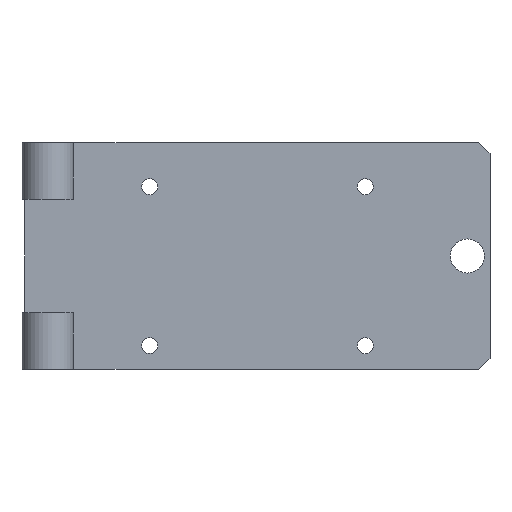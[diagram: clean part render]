
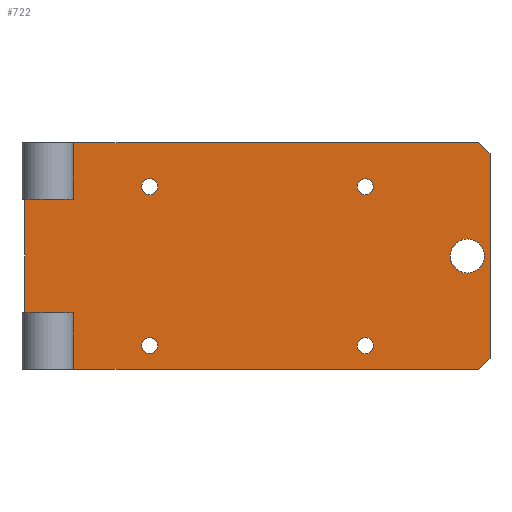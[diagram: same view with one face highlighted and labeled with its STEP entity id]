
A CAD part, front view. The second image highlights one B-rep face of the part: STEP entity #722.
In plain terms, the highlighted planar face has unit normal (0, -1, 0).
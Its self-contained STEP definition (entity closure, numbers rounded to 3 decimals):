
#1 = DIRECTION ( 'NONE',  ( 0., 0., 1. ) ) ;
#5 = VECTOR ( 'NONE', #350, 1000. ) ;
#8 = ORIENTED_EDGE ( 'NONE', *, *, #828, .T. ) ;
#39 = DIRECTION ( 'NONE',  ( 0., 1., 0. ) ) ;
#46 = EDGE_LOOP ( 'NONE', ( #686, #597 ) ) ;
#47 = DIRECTION ( 'NONE',  ( 0., 0., -1. ) ) ;
#67 = FACE_BOUND ( 'NONE', #849, .T. ) ;
#75 = CIRCLE ( 'NONE', #452, 7. ) ;
#76 = CARTESIAN_POINT ( 'NONE',  ( -95., 0., 68. ) ) ;
#86 = VERTEX_POINT ( 'NONE', #617 ) ;
#87 = EDGE_CURVE ( 'NONE', #520, #648, #469, .T. ) ;
#101 = CARTESIAN_POINT ( 'NONE',  ( -95., 0., 54. ) ) ;
#128 = AXIS2_PLACEMENT_3D ( 'NONE', #755, #970, #447 ) ;
#130 = CARTESIAN_POINT ( 'NONE',  ( 95., 0., -86. ) ) ;
#135 = FACE_BOUND ( 'NONE', #46, .T. ) ;
#140 = DIRECTION ( 'NONE',  ( -1., 0., 0. ) ) ;
#143 = VERTEX_POINT ( 'NONE', #479 ) ;
#147 = EDGE_CURVE ( 'NONE', #368, #432, #728, .T. ) ;
#148 = CARTESIAN_POINT ( 'NONE',  ( 195., 0., 100. ) ) ;
#154 = DIRECTION ( 'NONE',  ( 0., 0., 1. ) ) ;
#187 = EDGE_CURVE ( 'NONE', #910, #885, #261, .T. ) ;
#196 = CIRCLE ( 'NONE', #395, 7. ) ;
#198 = CARTESIAN_POINT ( 'NONE',  ( 95., 0., -79. ) ) ;
#200 = ORIENTED_EDGE ( 'NONE', *, *, #87, .T. ) ;
#201 = LINE ( 'NONE', #429, #5 ) ;
#202 = DIRECTION ( 'NONE',  ( 0., 1., 0. ) ) ;
#203 = CIRCLE ( 'NONE', #457, 7. ) ;
#217 = ORIENTED_EDGE ( 'NONE', *, *, #539, .T. ) ;
#221 = DIRECTION ( 'NONE',  ( 0., 1., 0. ) ) ;
#222 = DIRECTION ( 'NONE',  ( 0., 1., 0. ) ) ;
#225 = EDGE_LOOP ( 'NONE', ( #387, #444 ) ) ;
#226 = AXIS2_PLACEMENT_3D ( 'NONE', #370, #221, #588 ) ;
#234 = DIRECTION ( 'NONE',  ( 0., 0., 1. ) ) ;
#254 = CARTESIAN_POINT ( 'NONE',  ( -95., 0., -79. ) ) ;
#261 = CIRCLE ( 'NONE', #971, 7. ) ;
#291 = EDGE_CURVE ( 'NONE', #885, #910, #203, .T. ) ;
#292 = CARTESIAN_POINT ( 'NONE',  ( 95., 0., 54. ) ) ;
#296 = EDGE_CURVE ( 'NONE', #654, #566, #761, .T. ) ;
#309 = CARTESIAN_POINT ( 'NONE',  ( -95., 0., 61. ) ) ;
#324 = CIRCLE ( 'NONE', #622, 7. ) ;
#330 = AXIS2_PLACEMENT_3D ( 'NONE', #679, #222, #1 ) ;
#339 = EDGE_CURVE ( 'NONE', #967, #914, #324, .T. ) ;
#343 = CARTESIAN_POINT ( 'NONE',  ( 195., 0., -100. ) ) ;
#345 = CARTESIAN_POINT ( 'NONE',  ( 205., 0., -100. ) ) ;
#350 = DIRECTION ( 'NONE',  ( 1., 0., 0. ) ) ;
#360 = FACE_BOUND ( 'NONE', #225, .T. ) ;
#363 = ORIENTED_EDGE ( 'NONE', *, *, #291, .T. ) ;
#368 = VERTEX_POINT ( 'NONE', #468 ) ;
#370 = CARTESIAN_POINT ( 'NONE',  ( 185., 0., 0. ) ) ;
#378 = CARTESIAN_POINT ( 'NONE',  ( 205., 0., -90. ) ) ;
#379 = DIRECTION ( 'NONE',  ( 0., 1., 0. ) ) ;
#387 = ORIENTED_EDGE ( 'NONE', *, *, #598, .T. ) ;
#391 = CARTESIAN_POINT ( 'NONE',  ( 205., 0., 90. ) ) ;
#392 = CIRCLE ( 'NONE', #915, 7. ) ;
#395 = AXIS2_PLACEMENT_3D ( 'NONE', #309, #542, #466 ) ;
#405 = EDGE_CURVE ( 'NONE', #566, #654, #196, .T. ) ;
#429 = CARTESIAN_POINT ( 'NONE',  ( -205., 0., 100. ) ) ;
#432 = VERTEX_POINT ( 'NONE', #855 ) ;
#435 = FACE_BOUND ( 'NONE', #918, .T. ) ;
#438 = ORIENTED_EDGE ( 'NONE', *, *, #339, .T. ) ;
#443 = DIRECTION ( 'NONE',  ( 0., 1., 0. ) ) ;
#444 = ORIENTED_EDGE ( 'NONE', *, *, #641, .T. ) ;
#447 = DIRECTION ( 'NONE',  ( 0., 0., 1. ) ) ;
#452 = AXIS2_PLACEMENT_3D ( 'NONE', #254, #845, #154 ) ;
#455 = ORIENTED_EDGE ( 'NONE', *, *, #187, .T. ) ;
#457 = AXIS2_PLACEMENT_3D ( 'NONE', #605, #443, #752 ) ;
#466 = DIRECTION ( 'NONE',  ( 0., 0., 1. ) ) ;
#468 = CARTESIAN_POINT ( 'NONE',  ( -205., 0., -100. ) ) ;
#469 = LINE ( 'NONE', #391, #674 ) ;
#472 = CIRCLE ( 'NONE', #128, 15. ) ;
#479 = CARTESIAN_POINT ( 'NONE',  ( 185., 0., 15. ) ) ;
#487 = VERTEX_POINT ( 'NONE', #343 ) ;
#517 = CARTESIAN_POINT ( 'NONE',  ( 95., 0., 61. ) ) ;
#518 = AXIS2_PLACEMENT_3D ( 'NONE', #594, #906, #830 ) ;
#520 = VERTEX_POINT ( 'NONE', #576 ) ;
#539 = EDGE_CURVE ( 'NONE', #86, #819, #928, .T. ) ;
#542 = DIRECTION ( 'NONE',  ( 0., 1., 0. ) ) ;
#549 = CARTESIAN_POINT ( 'NONE',  ( 95., 0., 61. ) ) ;
#557 = CARTESIAN_POINT ( 'NONE',  ( -95., 0., -79. ) ) ;
#561 = EDGE_CURVE ( 'NONE', #520, #723, #731, .T. ) ;
#566 = VERTEX_POINT ( 'NONE', #101 ) ;
#576 = CARTESIAN_POINT ( 'NONE',  ( 205., 0., 90. ) ) ;
#581 = CARTESIAN_POINT ( 'NONE',  ( 95., 0., 68. ) ) ;
#585 = EDGE_LOOP ( 'NONE', ( #887, #200, #643, #820, #733, #8 ) ) ;
#586 = EDGE_CURVE ( 'NONE', #487, #368, #727, .T. ) ;
#588 = DIRECTION ( 'NONE',  ( 0., 0., 1. ) ) ;
#594 = CARTESIAN_POINT ( 'NONE',  ( 205., 0., 100. ) ) ;
#597 = ORIENTED_EDGE ( 'NONE', *, *, #296, .T. ) ;
#598 = EDGE_CURVE ( 'NONE', #638, #143, #836, .T. ) ;
#605 = CARTESIAN_POINT ( 'NONE',  ( 95., 0., -79. ) ) ;
#617 = CARTESIAN_POINT ( 'NONE',  ( -95., 0., -86. ) ) ;
#619 = EDGE_CURVE ( 'NONE', #432, #648, #201, .T. ) ;
#622 = AXIS2_PLACEMENT_3D ( 'NONE', #549, #379, #234 ) ;
#631 = DIRECTION ( 'NONE',  ( 0., 0., 1. ) ) ;
#637 = EDGE_CURVE ( 'NONE', #914, #967, #392, .T. ) ;
#638 = VERTEX_POINT ( 'NONE', #738 ) ;
#641 = EDGE_CURVE ( 'NONE', #143, #638, #472, .T. ) ;
#643 = ORIENTED_EDGE ( 'NONE', *, *, #619, .F. ) ;
#648 = VERTEX_POINT ( 'NONE', #148 ) ;
#654 = VERTEX_POINT ( 'NONE', #76 ) ;
#658 = DIRECTION ( 'NONE',  ( 0., 0., 1. ) ) ;
#670 = CARTESIAN_POINT ( 'NONE',  ( 95., 0., -72. ) ) ;
#674 = VECTOR ( 'NONE', #705, 1000. ) ;
#679 = CARTESIAN_POINT ( 'NONE',  ( -95., 0., 61. ) ) ;
#686 = ORIENTED_EDGE ( 'NONE', *, *, #405, .T. ) ;
#701 = AXIS2_PLACEMENT_3D ( 'NONE', #557, #39, #631 ) ;
#705 = DIRECTION ( 'NONE',  ( -0.707, 0., 0.707 ) ) ;
#715 = CARTESIAN_POINT ( 'NONE',  ( -205., 0., -100. ) ) ;
#721 = DIRECTION ( 'NONE',  ( 0., 0., 1. ) ) ;
#722 = ADVANCED_FACE ( 'NONE', ( #823, #135, #744, #435, #67, #360 ), #984, .F. ) ;
#723 = VERTEX_POINT ( 'NONE', #378 ) ;
#727 = LINE ( 'NONE', #962, #866 ) ;
#728 = LINE ( 'NONE', #715, #827 ) ;
#731 = LINE ( 'NONE', #345, #878 ) ;
#733 = ORIENTED_EDGE ( 'NONE', *, *, #586, .F. ) ;
#738 = CARTESIAN_POINT ( 'NONE',  ( 185., 0., -15. ) ) ;
#744 = FACE_OUTER_BOUND ( 'NONE', #585, .T. ) ;
#751 = DIRECTION ( 'NONE',  ( 0., 1., 0. ) ) ;
#752 = DIRECTION ( 'NONE',  ( 0., 0., 1. ) ) ;
#755 = CARTESIAN_POINT ( 'NONE',  ( 185., 0., 0. ) ) ;
#761 = CIRCLE ( 'NONE', #330, 7. ) ;
#782 = CARTESIAN_POINT ( 'NONE',  ( 195., 0., -100. ) ) ;
#794 = DIRECTION ( 'NONE',  ( 0.707, 0., 0.707 ) ) ;
#819 = VERTEX_POINT ( 'NONE', #946 ) ;
#820 = ORIENTED_EDGE ( 'NONE', *, *, #147, .F. ) ;
#823 = FACE_BOUND ( 'NONE', #965, .T. ) ;
#827 = VECTOR ( 'NONE', #944, 1000. ) ;
#828 = EDGE_CURVE ( 'NONE', #487, #723, #922, .T. ) ;
#830 = DIRECTION ( 'NONE',  ( 0., 0., 1. ) ) ;
#836 = CIRCLE ( 'NONE', #226, 15. ) ;
#845 = DIRECTION ( 'NONE',  ( 0., 1., 0. ) ) ;
#849 = EDGE_LOOP ( 'NONE', ( #455, #363 ) ) ;
#855 = CARTESIAN_POINT ( 'NONE',  ( -205., 0., 100. ) ) ;
#859 = ORIENTED_EDGE ( 'NONE', *, *, #860, .T. ) ;
#860 = EDGE_CURVE ( 'NONE', #819, #86, #75, .T. ) ;
#866 = VECTOR ( 'NONE', #140, 1000. ) ;
#878 = VECTOR ( 'NONE', #47, 1000. ) ;
#885 = VERTEX_POINT ( 'NONE', #670 ) ;
#887 = ORIENTED_EDGE ( 'NONE', *, *, #561, .F. ) ;
#889 = VECTOR ( 'NONE', #794, 1000. ) ;
#893 = ORIENTED_EDGE ( 'NONE', *, *, #637, .T. ) ;
#906 = DIRECTION ( 'NONE',  ( 0., 1., 0. ) ) ;
#910 = VERTEX_POINT ( 'NONE', #130 ) ;
#914 = VERTEX_POINT ( 'NONE', #292 ) ;
#915 = AXIS2_PLACEMENT_3D ( 'NONE', #517, #751, #658 ) ;
#918 = EDGE_LOOP ( 'NONE', ( #217, #859 ) ) ;
#922 = LINE ( 'NONE', #782, #889 ) ;
#928 = CIRCLE ( 'NONE', #701, 7. ) ;
#944 = DIRECTION ( 'NONE',  ( 0., 0., 1. ) ) ;
#946 = CARTESIAN_POINT ( 'NONE',  ( -95., 0., -72. ) ) ;
#962 = CARTESIAN_POINT ( 'NONE',  ( -205., 0., -100. ) ) ;
#965 = EDGE_LOOP ( 'NONE', ( #893, #438 ) ) ;
#967 = VERTEX_POINT ( 'NONE', #581 ) ;
#970 = DIRECTION ( 'NONE',  ( 0., 1., 0. ) ) ;
#971 = AXIS2_PLACEMENT_3D ( 'NONE', #198, #202, #721 ) ;
#984 = PLANE ( 'NONE',  #518 ) ;
